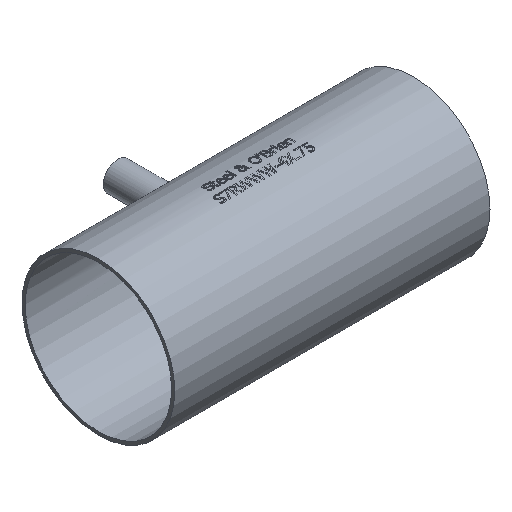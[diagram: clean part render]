
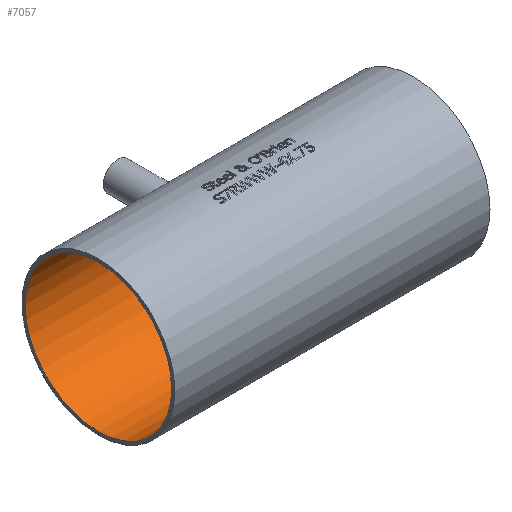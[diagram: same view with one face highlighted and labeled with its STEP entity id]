
A CAD part, isometric view. The second image highlights one B-rep face of the part: STEP entity #7057.
In plain terms, the highlighted cylindrical face has radius 48.692 mm (diameter 97.384 mm), a full revolution.
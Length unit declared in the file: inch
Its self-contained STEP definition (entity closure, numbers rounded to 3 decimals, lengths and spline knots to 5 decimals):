
#149=FACE_BOUND('',#1310,.T.);
#150=FACE_BOUND('',#1311,.T.);
#151=FACE_BOUND('',#1312,.T.);
#1310=EDGE_LOOP('',(#6597));
#1311=EDGE_LOOP('',(#6598));
#1312=EDGE_LOOP('',(#6599));
#2468=CIRCLE('',#7506,1.917);
#2469=CIRCLE('',#7507,1.917);
#2782=B_SPLINE_CURVE_WITH_KNOTS('',3,(#14922,#14923,#14924,#14925,#14926,
#14927,#14928,#14929,#14930,#14931,#14932,#14933,#14934,#14935,#14936,#14937,
#14938,#14939,#14940,#14941,#14942,#14943,#14944,#14945,#14946,#14947,#14948,
#14949,#14950,#14951,#14952,#14953,#14954,#14955),.UNSPECIFIED.,.T.,.F.,
(4,2,2,2,2,2,2,2,2,2,2,2,2,2,2,2,4),(0.,0.29717,0.59434,
0.8915,1.18866,1.48582,1.78298,2.08015,
2.37732,2.67448,2.97165,3.26881,3.56597,
3.86313,4.1603,4.45746,4.75463),
 .UNSPECIFIED.);
#3477=VERTEX_POINT('',#14921);
#3478=VERTEX_POINT('',#14957);
#3479=VERTEX_POINT('',#14959);
#4519=EDGE_CURVE('',#3477,#3477,#2782,.T.);
#4520=EDGE_CURVE('',#3478,#3478,#2468,.T.);
#4521=EDGE_CURVE('',#3479,#3479,#2469,.T.);
#6597=ORIENTED_EDGE('',*,*,#4519,.T.);
#6598=ORIENTED_EDGE('',*,*,#4520,.F.);
#6599=ORIENTED_EDGE('',*,*,#4521,.F.);
#6645=CYLINDRICAL_SURFACE('',#7505,1.917);
#7057=ADVANCED_FACE('',(#149,#150,#151),#6645,.F.);
#7505=AXIS2_PLACEMENT_3D('',#14956,#8909,#8910);
#7506=AXIS2_PLACEMENT_3D('',#14958,#8911,#8912);
#7507=AXIS2_PLACEMENT_3D('',#14960,#8913,#8914);
#8909=DIRECTION('center_axis',(-1.,0.,0.));
#8910=DIRECTION('ref_axis',(0.,0.,1.));
#8911=DIRECTION('center_axis',(1.,0.,0.));
#8912=DIRECTION('ref_axis',(0.,0.,1.));
#8913=DIRECTION('center_axis',(-1.,0.,0.));
#8914=DIRECTION('ref_axis',(0.,0.,1.));
#14921=CARTESIAN_POINT('',(0.,1.89177,0.31));
#14922=CARTESIAN_POINT('Ctrl Pts',(0.,1.89177,0.31));
#14923=CARTESIAN_POINT('Ctrl Pts',(0.039,1.89177,
0.31));
#14924=CARTESIAN_POINT('Ctrl Pts',(0.08055,1.8931,0.30219));
#14925=CARTESIAN_POINT('Ctrl Pts',(0.15691,1.89788,0.27053));
#14926=CARTESIAN_POINT('Ctrl Pts',(0.19172,1.90126,0.24669));
#14927=CARTESIAN_POINT('Ctrl Pts',(0.24669,1.90759,0.19172));
#14928=CARTESIAN_POINT('Ctrl Pts',(0.27053,1.91095,0.15691));
#14929=CARTESIAN_POINT('Ctrl Pts',(0.30219,1.91569,0.08055));
#14930=CARTESIAN_POINT('Ctrl Pts',(0.31,1.917,0.039));
#14931=CARTESIAN_POINT('Ctrl Pts',(0.31,1.917,-0.039));
#14932=CARTESIAN_POINT('Ctrl Pts',(0.30219,1.91569,-0.08055));
#14933=CARTESIAN_POINT('Ctrl Pts',(0.27053,1.91095,-0.15691));
#14934=CARTESIAN_POINT('Ctrl Pts',(0.24669,1.90759,-0.19172));
#14935=CARTESIAN_POINT('Ctrl Pts',(0.19172,1.90126,-0.24669));
#14936=CARTESIAN_POINT('Ctrl Pts',(0.15691,1.89788,-0.27053));
#14937=CARTESIAN_POINT('Ctrl Pts',(0.08055,1.8931,-0.30219));
#14938=CARTESIAN_POINT('Ctrl Pts',(0.039,1.89177,
-0.31));
#14939=CARTESIAN_POINT('Ctrl Pts',(-0.039,1.89177,
-0.31));
#14940=CARTESIAN_POINT('Ctrl Pts',(-0.08055,1.8931,
-0.30219));
#14941=CARTESIAN_POINT('Ctrl Pts',(-0.15691,1.89788,-0.27053));
#14942=CARTESIAN_POINT('Ctrl Pts',(-0.19172,1.90126,
-0.24669));
#14943=CARTESIAN_POINT('Ctrl Pts',(-0.24669,1.90759,
-0.19172));
#14944=CARTESIAN_POINT('Ctrl Pts',(-0.27053,1.91095,-0.15691));
#14945=CARTESIAN_POINT('Ctrl Pts',(-0.30219,1.91569,
-0.08055));
#14946=CARTESIAN_POINT('Ctrl Pts',(-0.31,1.917,-0.039));
#14947=CARTESIAN_POINT('Ctrl Pts',(-0.31,1.917,0.039));
#14948=CARTESIAN_POINT('Ctrl Pts',(-0.30219,1.91569,
0.08055));
#14949=CARTESIAN_POINT('Ctrl Pts',(-0.27053,1.91095,
0.15691));
#14950=CARTESIAN_POINT('Ctrl Pts',(-0.24669,1.90759,
0.19172));
#14951=CARTESIAN_POINT('Ctrl Pts',(-0.19172,1.90126,
0.24669));
#14952=CARTESIAN_POINT('Ctrl Pts',(-0.15691,1.89788,0.27053));
#14953=CARTESIAN_POINT('Ctrl Pts',(-0.08055,1.8931,
0.30219));
#14954=CARTESIAN_POINT('Ctrl Pts',(-0.039,1.89177,
0.31));
#14955=CARTESIAN_POINT('Ctrl Pts',(0.,1.89177,
0.31));
#14956=CARTESIAN_POINT('Origin',(4.125,0.,0.));
#14957=CARTESIAN_POINT('',(-4.125,0.,-1.917));
#14958=CARTESIAN_POINT('Origin',(-4.125,0.,0.));
#14959=CARTESIAN_POINT('',(4.125,0.,-1.917));
#14960=CARTESIAN_POINT('Origin',(4.125,0.,0.));
